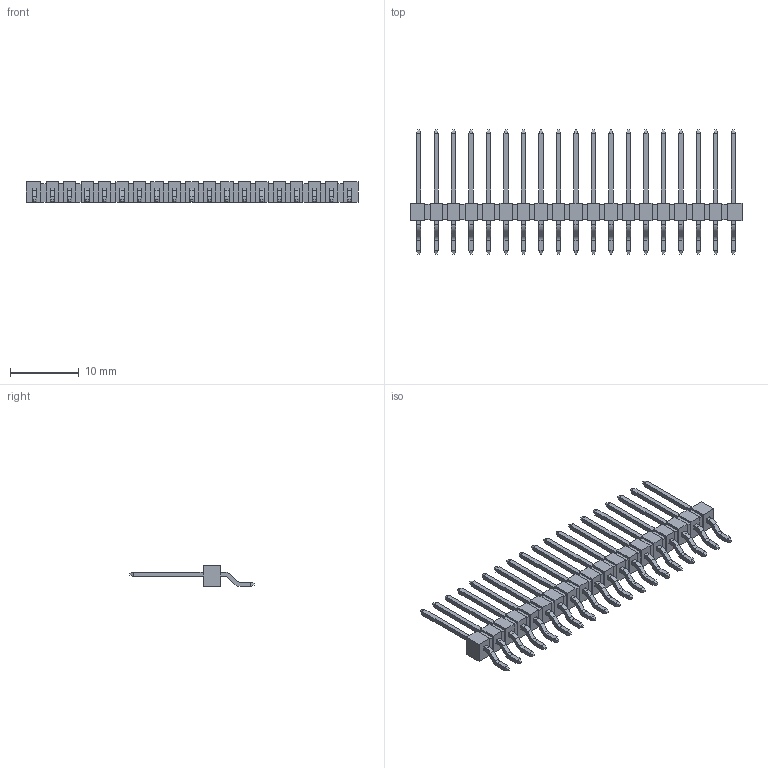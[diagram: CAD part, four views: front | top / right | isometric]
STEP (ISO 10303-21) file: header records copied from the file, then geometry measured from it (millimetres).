
FILE_DESCRIPTION(('FreeCAD Model'),'2;1');
FILE_NAME('Open CASCADE Shape Model','2025-02-20T21:07:00',(''),(''), 'Open CASCADE STEP processor 7.8','FreeCAD','Unknown');
FILE_SCHEMA(('AUTOMOTIVE_DESIGN { 1 0 10303 214 1 1 1 1 }'));
Length unit declared in the file: millimetre
Products named in the file (4): TSM-119-03-L-SH-TR; TSM-119-03-SH_body; T-1S6-09-L(-03-19-SH); T-1S6-09-L(-03-19-SH)2
Assembly tree (3 placements, depth 2):
  TSM-119-03-L-SH-TR
    TSM-119-03-SH_body
    T-1S6-09-L(-03-19-SH)
    T-1S6-09-L(-03-19-SH)2
Bounding box: 48.26 x 18.03 x 3.05 mm (x, y, z)
Volume: 478.8 mm3; surface area: 1698.1 mm2
Topology: 3 solids, 3 shells, 686 faces, 1888 edges, 1208 vertices
Faces by surface type: plane 610, cylinder 76
Entity records: 21457 total; most frequent: CARTESIAN_POINT 3786, ORIENTED_EDGE 3776, DIRECTION 3420, EDGE_CURVE 1888, LINE 1736, VECTOR 1736, VERTEX_POINT 1208, AXIS2_PLACEMENT_3D 842
